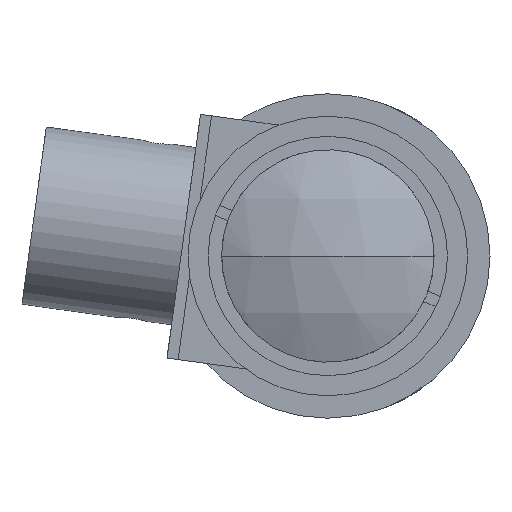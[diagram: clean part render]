
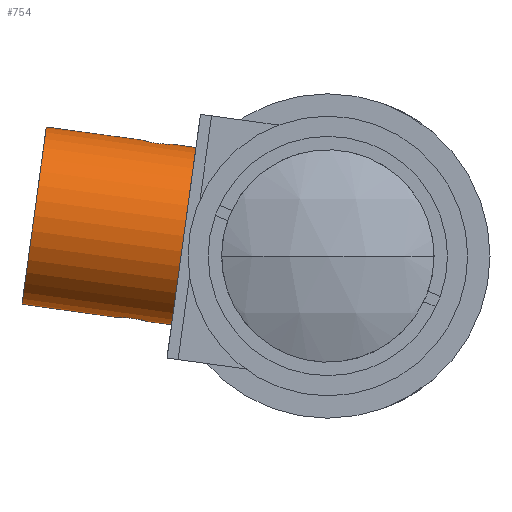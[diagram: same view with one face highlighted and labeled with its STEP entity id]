
A CAD part, left-side view. The second image highlights one B-rep face of the part: STEP entity #754.
In plain terms, the highlighted cylindrical face has radius 8 mm (diameter 16 mm), a partial arc.
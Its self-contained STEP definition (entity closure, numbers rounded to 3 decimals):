
#121 = DIRECTION ( 'NONE',  ( 0., 0.991, 0.136 ) ) ;
#197 = CARTESIAN_POINT ( 'NONE',  ( 37.418, 17.26, -5.606 ) ) ;
#200 = VERTEX_POINT ( 'NONE', #1878 ) ;
#211 = CARTESIAN_POINT ( 'NONE',  ( 37.41, 17.342, -5.593 ) ) ;
#220 = CARTESIAN_POINT ( 'NONE',  ( 38.257, 16.259, -5.831 ) ) ;
#225 = CARTESIAN_POINT ( 'NONE',  ( 37.41, 17.584, -5.56 ) ) ;
#228 = CIRCLE ( 'NONE', #1410, 8. ) ;
#233 = CARTESIAN_POINT ( 'NONE',  ( 37.474, 17.025, -5.647 ) ) ;
#238 = EDGE_CURVE ( 'NONE', #1067, #1222, #3809, .T. ) ;
#285 = CARTESIAN_POINT ( 'NONE',  ( 38.66, 26.253, 3.607 ) ) ;
#306 = EDGE_CURVE ( 'NONE', #2901, #3889, #3617, .T. ) ;
#355 = ORIENTED_EDGE ( 'NONE', *, *, #1546, .T. ) ;
#391 = FACE_OUTER_BOUND ( 'NONE', #1677, .T. ) ;
#453 = CARTESIAN_POINT ( 'NONE',  ( 37.568, 16.801, -5.691 ) ) ;
#538 = CARTESIAN_POINT ( 'NONE',  ( 37.443, 17.748, -5.543 ) ) ;
#555 = CARTESIAN_POINT ( 'NONE',  ( 37.568, 18.049, -5.52 ) ) ;
#577 = CARTESIAN_POINT ( 'NONE',  ( 37.66, 16.667, -5.723 ) ) ;
#605 = DIRECTION ( 'NONE',  ( 0., 0.136, -0.991 ) ) ;
#626 = VECTOR ( 'NONE', #847, 1000. ) ;
#716 = ORIENTED_EDGE ( 'NONE', *, *, #872, .T. ) ;
#754 = ADVANCED_FACE ( 'NONE', ( #391 ), #1147, .T. ) ;
#768 = ORIENTED_EDGE ( 'NONE', *, *, #4042, .T. ) ;
#820 = CARTESIAN_POINT ( 'NONE',  ( 38.66, 11.79, 9.695 ) ) ;
#847 = DIRECTION ( 'NONE',  ( 0., 0.991, 0.136 ) ) ;
#866 = CARTESIAN_POINT ( 'NONE',  ( 38.66, 16.197, -5.85 ) ) ;
#872 = EDGE_CURVE ( 'NONE', #1992, #3884, #3153, .T. ) ;
#884 = CARTESIAN_POINT ( 'NONE',  ( 37.661, 18.188, -5.514 ) ) ;
#897 = CARTESIAN_POINT ( 'NONE',  ( 37.891, 18.42, -5.508 ) ) ;
#902 = CARTESIAN_POINT ( 'NONE',  ( 38.66, 14.019, 10.001 ) ) ;
#993 = AXIS2_PLACEMENT_3D ( 'NONE', #1448, #2012, #605 ) ;
#1033 = CARTESIAN_POINT ( 'NONE',  ( 38.66, 16.496, 10.342 ) ) ;
#1050 = CARTESIAN_POINT ( 'NONE',  ( 38.578, 16.496, 10.342 ) ) ;
#1063 = B_SPLINE_CURVE_WITH_KNOTS ( 'NONE', 3,
 ( #902, #2032, #3562, #3854, #3545, #3536, #3241, #3227, #2939, #2912, #2618, #2606, #2308, #2300, #2291, #1705, #1693, #1681, #1378, #1356, #1050, #1033 ),
 .UNSPECIFIED., .F., .F.,
 ( 4, 2, 2, 2, 2, 2, 2, 2, 2, 2, 4 ),
 ( 0., 0., 0.001, 0.001, 0.002, 0.002, 0.002, 0.003, 0.003, 0.004, 0.004 ),
 .UNSPECIFIED. ) ;
#1067 = VERTEX_POINT ( 'NONE', #2474 ) ;
#1147 = CYLINDRICAL_SURFACE ( 'NONE', #1215, 8. ) ;
#1188 = CARTESIAN_POINT ( 'NONE',  ( 38.03, 18.514, -5.508 ) ) ;
#1194 = CARTESIAN_POINT ( 'NONE',  ( 37.893, 16.439, -5.78 ) ) ;
#1215 = AXIS2_PLACEMENT_3D ( 'NONE', #2149, #2047, #2033 ) ;
#1222 = VERTEX_POINT ( 'NONE', #3538 ) ;
#1250 = B_SPLINE_CURVE_WITH_KNOTS ( 'NONE', 3,
 ( #1875, #2183, #1427, #1188, #897, #884, #555, #538, #225, #211, #197, #3310, #233, #453, #577, #1194, #3705, #220, #3385, #1544, #3065, #866 ),
 .UNSPECIFIED., .F., .F.,
 ( 4, 2, 2, 2, 2, 2, 2, 2, 2, 2, 4 ),
 ( 0., 0., 0.001, 0.001, 0.002, 0.002, 0.002, 0.003, 0.003, 0.004, 0.004 ),
 .UNSPECIFIED. ) ;
#1297 = CIRCLE ( 'NONE', #993, 8. ) ;
#1311 = CARTESIAN_POINT ( 'NONE',  ( 38.66, 16.197, -5.85 ) ) ;
#1356 = CARTESIAN_POINT ( 'NONE',  ( 38.495, 16.488, 10.339 ) ) ;
#1378 = CARTESIAN_POINT ( 'NONE',  ( 38.335, 16.457, 10.33 ) ) ;
#1410 = AXIS2_PLACEMENT_3D ( 'NONE', #285, #3614, #2403 ) ;
#1427 = CARTESIAN_POINT ( 'NONE',  ( 38.332, 18.641, -5.509 ) ) ;
#1448 = CARTESIAN_POINT ( 'NONE',  ( 38.66, 12.879, 1.77 ) ) ;
#1522 = CARTESIAN_POINT ( 'NONE',  ( 38.66, 13.968, -6.156 ) ) ;
#1544 = CARTESIAN_POINT ( 'NONE',  ( 38.495, 16.205, -5.847 ) ) ;
#1546 = EDGE_CURVE ( 'NONE', #200, #1222, #228, .T. ) ;
#1566 = EDGE_CURVE ( 'NONE', #1992, #2901, #1297, .T. ) ;
#1644 = CARTESIAN_POINT ( 'NONE',  ( 38.66, 14.019, 10.001 ) ) ;
#1677 = EDGE_LOOP ( 'NONE', ( #3679, #2015, #716, #3401, #3372, #355, #1977, #768 ) ) ;
#1681 = CARTESIAN_POINT ( 'NONE',  ( 38.257, 16.434, 10.323 ) ) ;
#1693 = CARTESIAN_POINT ( 'NONE',  ( 38.03, 16.342, 10.297 ) ) ;
#1705 = CARTESIAN_POINT ( 'NONE',  ( 37.893, 16.253, 10.272 ) ) ;
#1868 = LINE ( 'NONE', #3292, #2669 ) ;
#1875 = CARTESIAN_POINT ( 'NONE',  ( 38.66, 18.674, -5.509 ) ) ;
#1878 = CARTESIAN_POINT ( 'NONE',  ( 38.66, 25.164, 11.533 ) ) ;
#1977 = ORIENTED_EDGE ( 'NONE', *, *, #238, .F. ) ;
#1992 = VERTEX_POINT ( 'NONE', #3333 ) ;
#2012 = DIRECTION ( 'NONE',  ( 0., -0.991, -0.136 ) ) ;
#2015 = ORIENTED_EDGE ( 'NONE', *, *, #1566, .F. ) ;
#2032 = CARTESIAN_POINT ( 'NONE',  ( 38.495, 14.019, 10.001 ) ) ;
#2033 = DIRECTION ( 'NONE',  ( 0., -0.136, 0.991 ) ) ;
#2047 = DIRECTION ( 'NONE',  ( 0., 0.991, 0.136 ) ) ;
#2093 = EDGE_CURVE ( 'NONE', #3842, #200, #1868, .T. ) ;
#2149 = CARTESIAN_POINT ( 'NONE',  ( 38.66, 12.879, 1.77 ) ) ;
#2183 = CARTESIAN_POINT ( 'NONE',  ( 38.495, 18.674, -5.509 ) ) ;
#2291 = CARTESIAN_POINT ( 'NONE',  ( 37.66, 16.026, 10.215 ) ) ;
#2300 = CARTESIAN_POINT ( 'NONE',  ( 37.568, 15.892, 10.183 ) ) ;
#2308 = CARTESIAN_POINT ( 'NONE',  ( 37.474, 15.668, 10.139 ) ) ;
#2403 = DIRECTION ( 'NONE',  ( 0., 0.136, -0.991 ) ) ;
#2474 = CARTESIAN_POINT ( 'NONE',  ( 38.66, 18.674, -5.509 ) ) ;
#2523 = CARTESIAN_POINT ( 'NONE',  ( 38.66, 13.968, -6.156 ) ) ;
#2559 = CARTESIAN_POINT ( 'NONE',  ( 38.66, 16.496, 10.342 ) ) ;
#2606 = CARTESIAN_POINT ( 'NONE',  ( 37.45, 15.592, 10.125 ) ) ;
#2618 = CARTESIAN_POINT ( 'NONE',  ( 37.418, 15.433, 10.098 ) ) ;
#2669 = VECTOR ( 'NONE', #3512, 1000. ) ;
#2798 = VECTOR ( 'NONE', #121, 1000. ) ;
#2901 = VERTEX_POINT ( 'NONE', #4074 ) ;
#2912 = CARTESIAN_POINT ( 'NONE',  ( 37.41, 15.351, 10.085 ) ) ;
#2939 = CARTESIAN_POINT ( 'NONE',  ( 37.41, 15.109, 10.052 ) ) ;
#2956 = DIRECTION ( 'NONE',  ( 0., 0.991, 0.136 ) ) ;
#2985 = VECTOR ( 'NONE', #2956, 1000. ) ;
#3065 = CARTESIAN_POINT ( 'NONE',  ( 38.578, 16.197, -5.85 ) ) ;
#3153 = LINE ( 'NONE', #820, #626 ) ;
#3227 = CARTESIAN_POINT ( 'NONE',  ( 37.443, 14.945, 10.035 ) ) ;
#3241 = CARTESIAN_POINT ( 'NONE',  ( 37.568, 14.644, 10.012 ) ) ;
#3292 = CARTESIAN_POINT ( 'NONE',  ( 38.66, 11.79, 9.695 ) ) ;
#3310 = CARTESIAN_POINT ( 'NONE',  ( 37.45, 17.101, -5.633 ) ) ;
#3333 = CARTESIAN_POINT ( 'NONE',  ( 38.66, 11.79, 9.695 ) ) ;
#3372 = ORIENTED_EDGE ( 'NONE', *, *, #2093, .T. ) ;
#3385 = CARTESIAN_POINT ( 'NONE',  ( 38.335, 16.236, -5.838 ) ) ;
#3401 = ORIENTED_EDGE ( 'NONE', *, *, #3997, .T. ) ;
#3512 = DIRECTION ( 'NONE',  ( 0., 0.991, 0.136 ) ) ;
#3536 = CARTESIAN_POINT ( 'NONE',  ( 37.661, 14.504, 10.006 ) ) ;
#3538 = CARTESIAN_POINT ( 'NONE',  ( 38.66, 27.342, -4.318 ) ) ;
#3545 = CARTESIAN_POINT ( 'NONE',  ( 37.891, 14.273, 10. ) ) ;
#3562 = CARTESIAN_POINT ( 'NONE',  ( 38.332, 14.052, 10.001 ) ) ;
#3614 = DIRECTION ( 'NONE',  ( 0., -0.991, -0.136 ) ) ;
#3617 = LINE ( 'NONE', #2523, #2798 ) ;
#3679 = ORIENTED_EDGE ( 'NONE', *, *, #306, .F. ) ;
#3705 = CARTESIAN_POINT ( 'NONE',  ( 38.03, 16.35, -5.805 ) ) ;
#3809 = LINE ( 'NONE', #1522, #2985 ) ;
#3842 = VERTEX_POINT ( 'NONE', #2559 ) ;
#3854 = CARTESIAN_POINT ( 'NONE',  ( 38.03, 14.179, 10. ) ) ;
#3884 = VERTEX_POINT ( 'NONE', #1644 ) ;
#3889 = VERTEX_POINT ( 'NONE', #1311 ) ;
#3997 = EDGE_CURVE ( 'NONE', #3884, #3842, #1063, .T. ) ;
#4042 = EDGE_CURVE ( 'NONE', #1067, #3889, #1250, .T. ) ;
#4074 = CARTESIAN_POINT ( 'NONE',  ( 38.66, 13.968, -6.156 ) ) ;
